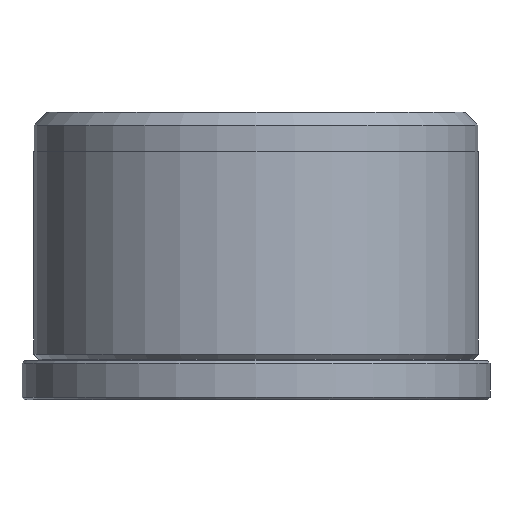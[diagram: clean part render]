
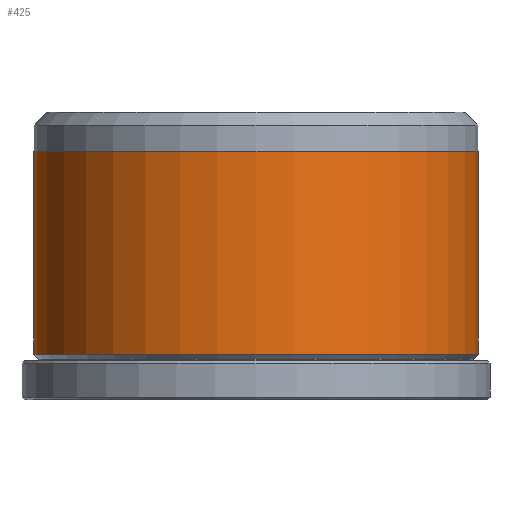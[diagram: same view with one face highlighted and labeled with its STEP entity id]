
A CAD part, front view. The second image highlights one B-rep face of the part: STEP entity #425.
In plain terms, the highlighted cylindrical face has radius 17 mm (diameter 34 mm), a partial arc.
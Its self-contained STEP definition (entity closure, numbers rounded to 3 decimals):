
#82 = LINE ( 'NONE', #1392, #1320 ) ;
#176 = CYLINDRICAL_SURFACE ( 'NONE', #414, 17. ) ;
#227 = DIRECTION ( 'NONE',  ( 0., 0., -1. ) ) ;
#238 = VECTOR ( 'NONE', #227, 1000. ) ;
#246 = VERTEX_POINT ( 'NONE', #2220 ) ;
#250 = CARTESIAN_POINT ( 'NONE',  ( 17., 0., 3.5 ) ) ;
#352 = LINE ( 'NONE', #664, #238 ) ;
#400 = EDGE_CURVE ( 'NONE', #714, #246, #352, .T. ) ;
#414 = AXIS2_PLACEMENT_3D ( 'NONE', #1615, #2154, #1430 ) ;
#425 = ADVANCED_FACE ( 'NONE', ( #2060 ), #176, .T. ) ;
#431 = CARTESIAN_POINT ( 'NONE',  ( 17., 0., 19. ) ) ;
#588 = DIRECTION ( 'NONE',  ( 0., 0., -1. ) ) ;
#596 = VERTEX_POINT ( 'NONE', #250 ) ;
#664 = CARTESIAN_POINT ( 'NONE',  ( -17., 0., 22. ) ) ;
#669 = ORIENTED_EDGE ( 'NONE', *, *, #1377, .F. ) ;
#691 = CARTESIAN_POINT ( 'NONE',  ( 0., 0., 19. ) ) ;
#714 = VERTEX_POINT ( 'NONE', #1042 ) ;
#854 = DIRECTION ( 'NONE',  ( 1., 0., 0. ) ) ;
#981 = ORIENTED_EDGE ( 'NONE', *, *, #1333, .F. ) ;
#1042 = CARTESIAN_POINT ( 'NONE',  ( -17., 0., 19. ) ) ;
#1320 = VECTOR ( 'NONE', #1572, 1000. ) ;
#1333 = EDGE_CURVE ( 'NONE', #714, #1404, #1428, .T. ) ;
#1343 = CIRCLE ( 'NONE', #1878, 17. ) ;
#1377 = EDGE_CURVE ( 'NONE', #1404, #596, #82, .T. ) ;
#1392 = CARTESIAN_POINT ( 'NONE',  ( 17., 0., 22. ) ) ;
#1404 = VERTEX_POINT ( 'NONE', #431 ) ;
#1428 = CIRCLE ( 'NONE', #1839, 17. ) ;
#1430 = DIRECTION ( 'NONE',  ( -1., 0., 0. ) ) ;
#1572 = DIRECTION ( 'NONE',  ( 0., 0., -1. ) ) ;
#1615 = CARTESIAN_POINT ( 'NONE',  ( 0., 0., 22. ) ) ;
#1640 = CARTESIAN_POINT ( 'NONE',  ( 0., 0., 3.5 ) ) ;
#1679 = ORIENTED_EDGE ( 'NONE', *, *, #400, .T. ) ;
#1741 = EDGE_CURVE ( 'NONE', #596, #246, #1343, .T. ) ;
#1788 = EDGE_LOOP ( 'NONE', ( #669, #981, #1679, #2052 ) ) ;
#1823 = DIRECTION ( 'NONE',  ( -1., 0., 0. ) ) ;
#1839 = AXIS2_PLACEMENT_3D ( 'NONE', #691, #1919, #854 ) ;
#1878 = AXIS2_PLACEMENT_3D ( 'NONE', #1640, #588, #1823 ) ;
#1919 = DIRECTION ( 'NONE',  ( 0., 0., 1. ) ) ;
#2052 = ORIENTED_EDGE ( 'NONE', *, *, #1741, .F. ) ;
#2060 = FACE_OUTER_BOUND ( 'NONE', #1788, .T. ) ;
#2154 = DIRECTION ( 'NONE',  ( 0., 0., -1. ) ) ;
#2220 = CARTESIAN_POINT ( 'NONE',  ( -17., 0., 3.5 ) ) ;
